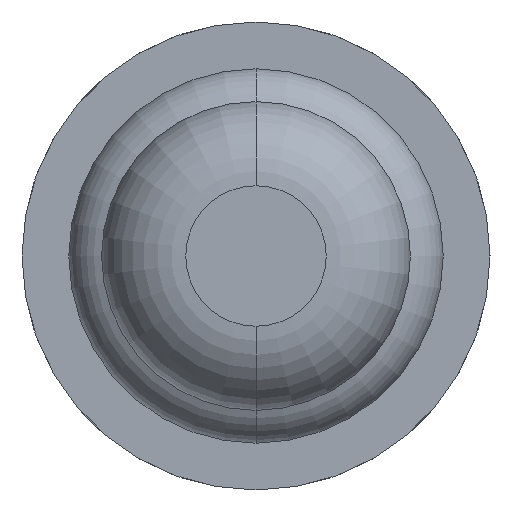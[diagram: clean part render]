
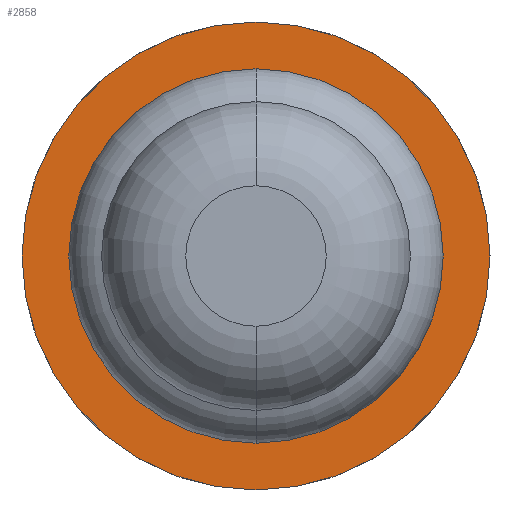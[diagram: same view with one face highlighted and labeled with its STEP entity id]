
A CAD part, front view. The second image highlights one B-rep face of the part: STEP entity #2858.
In plain terms, the highlighted planar face has unit normal (0, -1, 0).
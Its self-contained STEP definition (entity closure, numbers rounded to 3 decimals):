
#29 = VERTEX_POINT ( 'NONE', #3430 ) ;
#79 = ORIENTED_EDGE ( 'NONE', *, *, #86, .F. ) ;
#86 = EDGE_CURVE ( 'Defeature ausgef�hrt1_57+Defeature ausgef�hrt1_58+Defeature ausgef�hrt1_58+Defeature ausgef�hrt1_58', #3528, #3457, #2946, .T. ) ;
#152 = CARTESIAN_POINT ( 'NONE',  ( 0., 5., 0.64 ) ) ;
#209 = DIRECTION ( 'NONE',  ( 0., 0., 1. ) ) ;
#268 = DIRECTION ( 'NONE',  ( 0., 1., 0. ) ) ;
#364 = AXIS2_PLACEMENT_3D ( 'NONE', #883, #1738, #2615 ) ;
#386 = EDGE_CURVE ( 'Defeature ausgef�hrt1_57+Defeature ausgef�hrt1_58+Defeature ausgef�hrt1_58+Defeature ausgef�hrt1_58', #3457, #3528, #3616, .T. ) ;
#402 = DIRECTION ( 'NONE',  ( -1., 0., 0. ) ) ;
#605 = EDGE_CURVE ( 'Defeature ausgef�hrt1_58+Defeature ausgef�hrt1_8+Defeature ausgef�hrt1_8+Defeature ausgef�hrt1_8', #4122, #29, #5197, .T. ) ;
#883 = CARTESIAN_POINT ( 'NONE',  ( 0., 5., 0. ) ) ;
#1004 = DIRECTION ( 'NONE',  ( 0., 1., 0. ) ) ;
#1149 = DIRECTION ( 'NONE',  ( 0., 1., 0. ) ) ;
#1664 = AXIS2_PLACEMENT_3D ( 'NONE', #3742, #4602, #402 ) ;
#1722 = CARTESIAN_POINT ( 'NONE',  ( 1.25, 5., 0. ) ) ;
#1738 = DIRECTION ( 'NONE',  ( 0., 1., 0. ) ) ;
#2234 = ORIENTED_EDGE ( 'NONE', *, *, #605, .T. ) ;
#2265 = AXIS2_PLACEMENT_3D ( 'NONE', #1722, #1149, #2539 ) ;
#2330 = CARTESIAN_POINT ( 'NONE',  ( 0., 5., 0. ) ) ;
#2539 = DIRECTION ( 'NONE',  ( -1., 0., 0. ) ) ;
#2561 = ORIENTED_EDGE ( 'NONE', *, *, #386, .F. ) ;
#2575 = AXIS2_PLACEMENT_3D ( 'NONE', #4848, #1004, #5282 ) ;
#2593 = CIRCLE ( 'NONE', #364, 0.64 ) ;
#2615 = DIRECTION ( 'NONE',  ( 0., 0., 1. ) ) ;
#2858 = ADVANCED_FACE ( 'Defeature ausgef�hrt1_58', ( #4468, #3604 ), #3825, .F. ) ;
#2946 = CIRCLE ( 'NONE', #2575, 1.25 ) ;
#3403 = EDGE_LOOP ( 'NONE', ( #2234, #4753 ) ) ;
#3430 = CARTESIAN_POINT ( 'NONE',  ( 0., 5., -0.64 ) ) ;
#3457 = VERTEX_POINT ( 'NONE', #5399 ) ;
#3528 = VERTEX_POINT ( 'NONE', #3744 ) ;
#3529 = AXIS2_PLACEMENT_3D ( 'NONE', #2330, #268, #209 ) ;
#3604 = FACE_BOUND ( 'NONE', #3403, .T. ) ;
#3616 = CIRCLE ( 'NONE', #1664, 1.25 ) ;
#3742 = CARTESIAN_POINT ( 'NONE',  ( 0., 5., 0. ) ) ;
#3744 = CARTESIAN_POINT ( 'NONE',  ( 1.25, 5., 0. ) ) ;
#3825 = PLANE ( 'NONE',  #2265 ) ;
#4122 = VERTEX_POINT ( 'NONE', #152 ) ;
#4468 = FACE_OUTER_BOUND ( 'NONE', #4688, .T. ) ;
#4581 = EDGE_CURVE ( 'Defeature ausgef�hrt1_58+Defeature ausgef�hrt1_8+Defeature ausgef�hrt1_8+Defeature ausgef�hrt1_8', #29, #4122, #2593, .T. ) ;
#4602 = DIRECTION ( 'NONE',  ( 0., 1., 0. ) ) ;
#4688 = EDGE_LOOP ( 'NONE', ( #2561, #79 ) ) ;
#4753 = ORIENTED_EDGE ( 'NONE', *, *, #4581, .T. ) ;
#4848 = CARTESIAN_POINT ( 'NONE',  ( 0., 5., 0. ) ) ;
#5197 = CIRCLE ( 'NONE', #3529, 0.64 ) ;
#5282 = DIRECTION ( 'NONE',  ( -1., 0., 0. ) ) ;
#5399 = CARTESIAN_POINT ( 'NONE',  ( -1.25, 5., 0. ) ) ;
